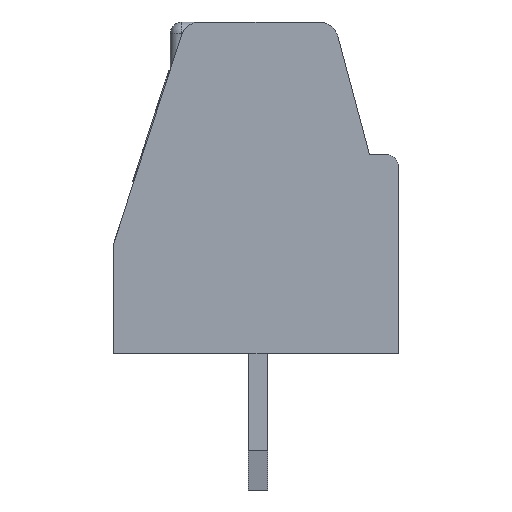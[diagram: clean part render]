
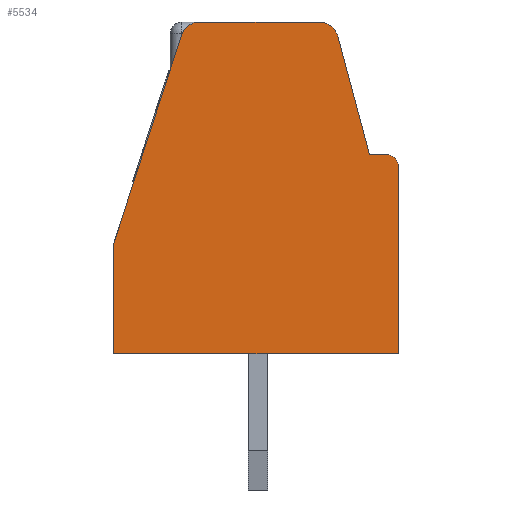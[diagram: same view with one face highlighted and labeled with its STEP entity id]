
A CAD part, left-side view. The second image highlights one B-rep face of the part: STEP entity #5534.
In plain terms, the highlighted planar face has unit normal (-1, 0, 0).
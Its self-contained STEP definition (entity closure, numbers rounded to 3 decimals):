
#5534=ADVANCED_FACE('',(#12706),#12707,.F.);
#5604=EDGE_CURVE('',#12817,#12818,#12819,.T.);
#5690=EDGE_CURVE('',#12952,#12949,#12953,.F.);
#5708=EDGE_CURVE('',#12981,#12982,#12983,.F.);
#8298=EDGE_CURVE('',#16498,#16495,#16499,.F.);
#8864=EDGE_CURVE('',#16498,#12981,#17212,.F.);
#8870=EDGE_CURVE('',#17216,#17219,#17220,.F.);
#8900=EDGE_CURVE('',#17216,#12818,#17259,.T.);
#8908=EDGE_CURVE('',#17263,#17266,#17269,.T.);
#8948=EDGE_CURVE('',#17266,#12952,#17318,.F.);
#8950=EDGE_CURVE('',#12982,#12949,#17320,.T.);
#8952=EDGE_CURVE('',#17219,#16495,#17322,.T.);
#8954=EDGE_CURVE('',#17324,#12817,#17325,.T.);
#8956=EDGE_CURVE('',#17324,#17263,#17327,.F.);
#12706=FACE_OUTER_BOUND('',#22312,.T.);
#12707=PLANE('',#22313);
#12817=VERTEX_POINT('',#22436);
#12818=VERTEX_POINT('',#22437);
#12819=CIRCLE('',#22438,0.3);
#12949=VERTEX_POINT('',#22819);
#12952=VERTEX_POINT('',#22824);
#12953=CIRCLE('',#22825,0.5);
#12981=VERTEX_POINT('',#22888);
#12982=VERTEX_POINT('',#22889);
#12983=CIRCLE('',#22890,0.5);
#16495=VERTEX_POINT('',#30890);
#16498=VERTEX_POINT('',#30895);
#16499=LINE('',#30896,#30897);
#17212=CIRCLE('',#32470,0.5);
#17216=VERTEX_POINT('',#32477);
#17219=VERTEX_POINT('',#32482);
#17220=LINE('',#32483,#32484);
#17259=LINE('',#32550,#32551);
#17263=VERTEX_POINT('',#32558);
#17266=VERTEX_POINT('',#32563);
#17269=LINE('',#32568,#32569);
#17318=CIRCLE('',#32655,0.5);
#17320=LINE('',#32658,#32659);
#17322=LINE('',#32662,#32663);
#17324=VERTEX_POINT('',#32666);
#17325=CIRCLE('',#32667,0.3);
#17327=LINE('',#32670,#32671);
#22312=EDGE_LOOP('',(#41539,#41540,#41541,#41542,#41543,#41544,#41545,#41546,#41547,#41548,#41549,#41550,#41551));
#22313=AXIS2_PLACEMENT_3D('',#41552,#41553,#41554);
#22436=CARTESIAN_POINT('',(0.,0.298,5.1));
#22437=CARTESIAN_POINT('',(0.,0.,4.8));
#22438=AXIS2_PLACEMENT_3D('',#41844,#41845,#41846);
#22819=CARTESIAN_POINT('',(0.,2.034,8.5));
#22824=CARTESIAN_POINT('',(0.,1.553,8.136));
#22825=AXIS2_PLACEMENT_3D('',#41906,#41907,#41908);
#22888=CARTESIAN_POINT('',(0.,5.56,8.162));
#22889=CARTESIAN_POINT('',(0.,5.087,8.5));
#22890=AXIS2_PLACEMENT_3D('',#41926,#41927,#41928);
#30890=CARTESIAN_POINT('',(0.,7.3,2.806));
#30895=CARTESIAN_POINT('',(0.,5.562,8.155));
#30896=CARTESIAN_POINT('',(0.,5.549,8.196));
#30897=VECTOR('',#43240,1.0);
#32470=AXIS2_PLACEMENT_3D('',#43536,#43537,#43538);
#32477=CARTESIAN_POINT('',(0.,0.,0.));
#32482=CARTESIAN_POINT('',(0.,7.3,0.));
#32483=CARTESIAN_POINT('',(0.,7.488,0.));
#32484=VECTOR('',#43541,1.0);
#32550=CARTESIAN_POINT('',(0.,0.,6.822));
#32551=VECTOR('',#43560,1.0);
#32558=CARTESIAN_POINT('',(0.,0.739,5.1));
#32563=CARTESIAN_POINT('',(0.,1.551,8.129));
#32568=CARTESIAN_POINT('',(0.,1.406,7.591));
#32569=VECTOR('',#43564,1.0);
#32655=AXIS2_PLACEMENT_3D('',#43588,#43589,#43590);
#32658=CARTESIAN_POINT('',(0.,6.328,8.5));
#32659=VECTOR('',#43591,1.0);
#32662=CARTESIAN_POINT('',(0.,7.3,4.321));
#32663=VECTOR('',#43592,1.0);
#32666=CARTESIAN_POINT('',(0.,0.3,5.1));
#32667=AXIS2_PLACEMENT_3D('',#43593,#43594,#43595);
#32670=CARTESIAN_POINT('',(0.,3.886,5.1));
#32671=VECTOR('',#43596,1.0);
#41539=ORIENTED_EDGE('',*,*,#8908,.T.);
#41540=ORIENTED_EDGE('',*,*,#8948,.T.);
#41541=ORIENTED_EDGE('',*,*,#5690,.T.);
#41542=ORIENTED_EDGE('',*,*,#8950,.F.);
#41543=ORIENTED_EDGE('',*,*,#5708,.F.);
#41544=ORIENTED_EDGE('',*,*,#8864,.F.);
#41545=ORIENTED_EDGE('',*,*,#8298,.T.);
#41546=ORIENTED_EDGE('',*,*,#8952,.F.);
#41547=ORIENTED_EDGE('',*,*,#8870,.F.);
#41548=ORIENTED_EDGE('',*,*,#8900,.T.);
#41549=ORIENTED_EDGE('',*,*,#5604,.F.);
#41550=ORIENTED_EDGE('',*,*,#8954,.F.);
#41551=ORIENTED_EDGE('',*,*,#8956,.T.);
#41552=CARTESIAN_POINT('',(0.,7.488,8.718));
#41553=DIRECTION('',(1.0,0.,0.));
#41554=DIRECTION('',(0.,0.0,-1.0));
#41844=CARTESIAN_POINT('',(0.,0.3,4.8));
#41845=DIRECTION('',(1.0,0.,0.));
#41846=DIRECTION('',(0.,-0.006,1.));
#41906=CARTESIAN_POINT('',(0.,2.034,8.));
#41907=DIRECTION('',(1.0,0.,0.));
#41908=DIRECTION('',(0.,-0.962,0.273));
#41926=CARTESIAN_POINT('',(0.,5.087,8.0));
#41927=DIRECTION('',(-1.0,0.,0.));
#41928=DIRECTION('',(0.,0.946,0.324));
#43240=DIRECTION('',(0.,-0.309,0.951));
#43536=CARTESIAN_POINT('',(0.,5.087,8.0));
#43537=DIRECTION('',(-1.0,0.,0.));
#43538=DIRECTION('',(0.,0.946,0.324));
#43541=DIRECTION('',(0.,-1.0,0.));
#43560=DIRECTION('',(0.,0.,1.0));
#43564=DIRECTION('',(0.,0.259,0.966));
#43588=CARTESIAN_POINT('',(0.,2.034,8.));
#43589=DIRECTION('',(1.0,0.,0.));
#43590=DIRECTION('',(0.,-0.962,0.273));
#43591=DIRECTION('',(0.,-1.0,0.0));
#43592=DIRECTION('',(0.,0.,1.0));
#43593=CARTESIAN_POINT('',(0.,0.3,4.8));
#43594=DIRECTION('',(1.0,0.,0.));
#43595=DIRECTION('',(0.,-0.006,1.));
#43596=DIRECTION('',(0.,-1.0,0.));
